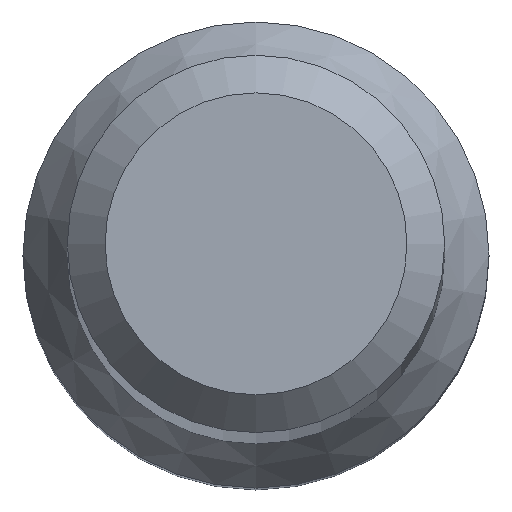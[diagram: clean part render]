
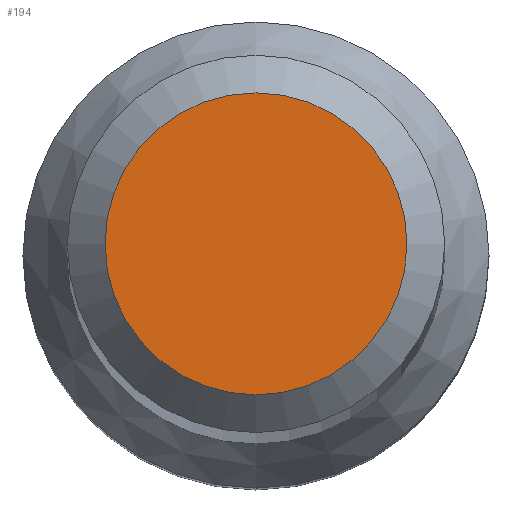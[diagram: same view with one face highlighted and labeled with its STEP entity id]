
A CAD part, top view. The second image highlights one B-rep face of the part: STEP entity #194.
In plain terms, the highlighted planar face has unit normal (0, 0, 1).
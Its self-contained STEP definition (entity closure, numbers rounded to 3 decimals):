
#5 = CARTESIAN_POINT ( 'NONE',  ( 0., 0., 80. ) ) ;
#6 = DIRECTION ( 'NONE',  ( 0., 0., -1. ) ) ;
#8 = DIRECTION ( 'NONE',  ( 0., 1., 0. ) ) ;
#27 = CARTESIAN_POINT ( 'NONE',  ( 0., 0., 80. ) ) ;
#67 = CIRCLE ( 'NONE', #241, 1.6 ) ;
#98 = EDGE_LOOP ( 'NONE', ( #229 ) ) ;
#103 = DIRECTION ( 'NONE',  ( 0., 1., 0. ) ) ;
#107 = VERTEX_POINT ( 'NONE', #146 ) ;
#122 = FACE_OUTER_BOUND ( 'NONE', #98, .T. ) ;
#146 = CARTESIAN_POINT ( 'NONE',  ( 0., 1.6, 80. ) ) ;
#194 = ADVANCED_FACE ( 'NONE', ( #122 ), #197, .F. ) ;
#197 = PLANE ( 'NONE',  #225 ) ;
#219 = DIRECTION ( 'NONE',  ( 0., 0., -1. ) ) ;
#225 = AXIS2_PLACEMENT_3D ( 'NONE', #27, #6, #103 ) ;
#228 = EDGE_CURVE ( 'NONE', #107, #107, #67, .T. ) ;
#229 = ORIENTED_EDGE ( 'NONE', *, *, #228, .F. ) ;
#241 = AXIS2_PLACEMENT_3D ( 'NONE', #5, #219, #8 ) ;
